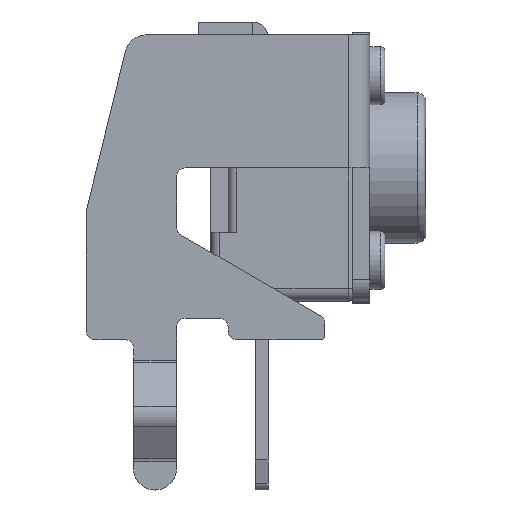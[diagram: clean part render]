
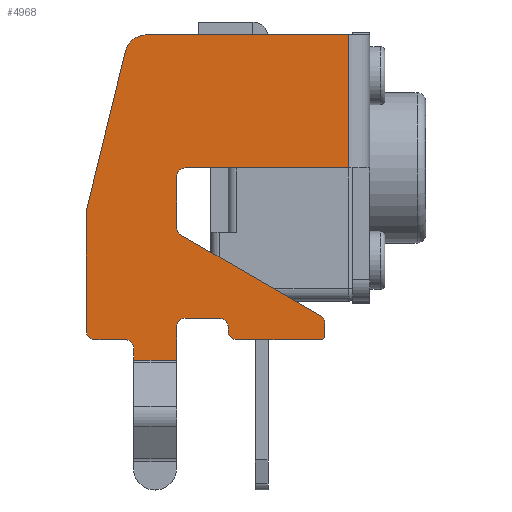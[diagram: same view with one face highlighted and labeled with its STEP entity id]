
A CAD part, left-side view. The second image highlights one B-rep face of the part: STEP entity #4968.
In plain terms, the highlighted planar face has unit normal (-1, 0, 0).
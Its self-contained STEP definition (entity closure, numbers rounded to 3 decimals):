
#375=PLANE('',#5361);
#553=FACE_OUTER_BOUND('',#819,.T.);
#819=EDGE_LOOP('',(#3830,#3831,#3832,#3833,#3834,#3835,#3836,#3837,#3838,
#3839,#3840,#3841,#3842,#3843,#3844,#3845,#3846,#3847,#3848,#3849,#3850,
#3851,#3852,#3853,#3854));
#1113=CIRCLE('',#5362,0.5);
#1114=CIRCLE('',#5363,0.2);
#1115=CIRCLE('',#5364,0.2);
#1116=CIRCLE('',#5365,0.2);
#1117=CIRCLE('',#5366,0.2);
#1118=CIRCLE('',#5367,0.2);
#1119=CIRCLE('',#5368,0.1);
#1120=CIRCLE('',#5369,0.2);
#1121=CIRCLE('',#5370,0.2);
#1122=CIRCLE('',#5371,0.2);
#1408=LINE('',#7674,#1863);
#1458=LINE('',#7865,#1913);
#1459=LINE('',#7869,#1914);
#1460=LINE('',#7871,#1915);
#1461=LINE('',#7875,#1916);
#1462=LINE('',#7878,#1917);
#1463=LINE('',#7880,#1918);
#1464=LINE('',#7884,#1919);
#1465=LINE('',#7888,#1920);
#1466=LINE('',#7892,#1921);
#1467=LINE('',#7896,#1922);
#1468=LINE('',#7900,#1923);
#1469=LINE('',#7904,#1924);
#1470=LINE('',#7908,#1925);
#1471=LINE('',#7909,#1926);
#1863=VECTOR('',#6120,1000.);
#1913=VECTOR('',#6276,1000.);
#1914=VECTOR('',#6279,1000.);
#1915=VECTOR('',#6280,1000.);
#1916=VECTOR('',#6283,1000.);
#1917=VECTOR('',#6286,1000.);
#1918=VECTOR('',#6287,1000.);
#1919=VECTOR('',#6290,1000.);
#1920=VECTOR('',#6293,1000.);
#1921=VECTOR('',#6296,1000.);
#1922=VECTOR('',#6299,1000.);
#1923=VECTOR('',#6302,1000.);
#1924=VECTOR('',#6305,1000.);
#1925=VECTOR('',#6308,1000.);
#1926=VECTOR('',#6309,1000.);
#2349=VERTEX_POINT('',#7671);
#2350=VERTEX_POINT('',#7673);
#2401=VERTEX_POINT('',#7863);
#2402=VERTEX_POINT('',#7864);
#2403=VERTEX_POINT('',#7866);
#2404=VERTEX_POINT('',#7868);
#2405=VERTEX_POINT('',#7870);
#2406=VERTEX_POINT('',#7872);
#2407=VERTEX_POINT('',#7874);
#2408=VERTEX_POINT('',#7876);
#2409=VERTEX_POINT('',#7879);
#2410=VERTEX_POINT('',#7881);
#2411=VERTEX_POINT('',#7883);
#2412=VERTEX_POINT('',#7885);
#2413=VERTEX_POINT('',#7887);
#2414=VERTEX_POINT('',#7889);
#2415=VERTEX_POINT('',#7891);
#2416=VERTEX_POINT('',#7893);
#2417=VERTEX_POINT('',#7895);
#2418=VERTEX_POINT('',#7897);
#2419=VERTEX_POINT('',#7899);
#2420=VERTEX_POINT('',#7901);
#2421=VERTEX_POINT('',#7903);
#2422=VERTEX_POINT('',#7905);
#2423=VERTEX_POINT('',#7907);
#2871=EDGE_CURVE('',#2349,#2350,#1408,.T.);
#2949=EDGE_CURVE('',#2401,#2402,#1458,.T.);
#2950=EDGE_CURVE('',#2403,#2402,#1113,.T.);
#2951=EDGE_CURVE('',#2403,#2404,#1459,.T.);
#2952=EDGE_CURVE('',#2404,#2405,#1460,.T.);
#2953=EDGE_CURVE('',#2406,#2405,#1114,.T.);
#2954=EDGE_CURVE('',#2406,#2407,#1461,.T.);
#2955=EDGE_CURVE('',#2407,#2408,#1115,.T.);
#2956=EDGE_CURVE('',#2408,#2350,#1462,.T.);
#2957=EDGE_CURVE('',#2349,#2409,#1463,.T.);
#2958=EDGE_CURVE('',#2409,#2410,#1116,.T.);
#2959=EDGE_CURVE('',#2410,#2411,#1464,.T.);
#2960=EDGE_CURVE('',#2411,#2412,#1117,.T.);
#2961=EDGE_CURVE('',#2412,#2413,#1465,.T.);
#2962=EDGE_CURVE('',#2414,#2413,#1118,.T.);
#2963=EDGE_CURVE('',#2414,#2415,#1466,.T.);
#2964=EDGE_CURVE('',#2416,#2415,#1119,.T.);
#2965=EDGE_CURVE('',#2416,#2417,#1467,.T.);
#2966=EDGE_CURVE('',#2418,#2417,#1120,.T.);
#2967=EDGE_CURVE('',#2418,#2419,#1468,.T.);
#2968=EDGE_CURVE('',#2419,#2420,#1121,.T.);
#2969=EDGE_CURVE('',#2420,#2421,#1469,.T.);
#2970=EDGE_CURVE('',#2421,#2422,#1122,.T.);
#2971=EDGE_CURVE('',#2422,#2423,#1470,.T.);
#2972=EDGE_CURVE('',#2401,#2423,#1471,.T.);
#3830=ORIENTED_EDGE('',*,*,#2949,.T.);
#3831=ORIENTED_EDGE('',*,*,#2950,.F.);
#3832=ORIENTED_EDGE('',*,*,#2951,.T.);
#3833=ORIENTED_EDGE('',*,*,#2952,.T.);
#3834=ORIENTED_EDGE('',*,*,#2953,.F.);
#3835=ORIENTED_EDGE('',*,*,#2954,.T.);
#3836=ORIENTED_EDGE('',*,*,#2955,.T.);
#3837=ORIENTED_EDGE('',*,*,#2956,.T.);
#3838=ORIENTED_EDGE('',*,*,#2871,.F.);
#3839=ORIENTED_EDGE('',*,*,#2957,.T.);
#3840=ORIENTED_EDGE('',*,*,#2958,.T.);
#3841=ORIENTED_EDGE('',*,*,#2959,.T.);
#3842=ORIENTED_EDGE('',*,*,#2960,.T.);
#3843=ORIENTED_EDGE('',*,*,#2961,.T.);
#3844=ORIENTED_EDGE('',*,*,#2962,.F.);
#3845=ORIENTED_EDGE('',*,*,#2963,.T.);
#3846=ORIENTED_EDGE('',*,*,#2964,.F.);
#3847=ORIENTED_EDGE('',*,*,#2965,.T.);
#3848=ORIENTED_EDGE('',*,*,#2966,.F.);
#3849=ORIENTED_EDGE('',*,*,#2967,.T.);
#3850=ORIENTED_EDGE('',*,*,#2968,.T.);
#3851=ORIENTED_EDGE('',*,*,#2969,.T.);
#3852=ORIENTED_EDGE('',*,*,#2970,.T.);
#3853=ORIENTED_EDGE('',*,*,#2971,.T.);
#3854=ORIENTED_EDGE('',*,*,#2972,.F.);
#4968=ADVANCED_FACE('',(#553),#375,.F.);
#5361=AXIS2_PLACEMENT_3D('',#7862,#6274,#6275);
#5362=AXIS2_PLACEMENT_3D('',#7867,#6277,#6278);
#5363=AXIS2_PLACEMENT_3D('',#7873,#6281,#6282);
#5364=AXIS2_PLACEMENT_3D('',#7877,#6284,#6285);
#5365=AXIS2_PLACEMENT_3D('',#7882,#6288,#6289);
#5366=AXIS2_PLACEMENT_3D('',#7886,#6291,#6292);
#5367=AXIS2_PLACEMENT_3D('',#7890,#6294,#6295);
#5368=AXIS2_PLACEMENT_3D('',#7894,#6297,#6298);
#5369=AXIS2_PLACEMENT_3D('',#7898,#6300,#6301);
#5370=AXIS2_PLACEMENT_3D('',#7902,#6303,#6304);
#5371=AXIS2_PLACEMENT_3D('',#7906,#6306,#6307);
#6120=DIRECTION('',(0.,1.,0.));
#6274=DIRECTION('center_axis',(1.,0.,0.));
#6275=DIRECTION('ref_axis',(0.,1.,0.));
#6276=DIRECTION('',(0.,1.,0.));
#6277=DIRECTION('center_axis',(1.,0.,0.));
#6278=DIRECTION('ref_axis',(0.,1.,0.));
#6279=DIRECTION('',(0.,0.237,-0.972));
#6280=DIRECTION('',(0.,0.,-1.));
#6281=DIRECTION('center_axis',(1.,0.,0.));
#6282=DIRECTION('ref_axis',(0.,1.,0.));
#6283=DIRECTION('',(0.,-1.,0.));
#6284=DIRECTION('center_axis',(1.,0.,0.));
#6285=DIRECTION('ref_axis',(0.,1.,0.));
#6286=DIRECTION('',(0.,0.,-1.));
#6287=DIRECTION('',(0.,0.,1.));
#6288=DIRECTION('center_axis',(1.,0.,0.));
#6289=DIRECTION('ref_axis',(0.,1.,0.));
#6290=DIRECTION('',(0.,-1.,0.));
#6291=DIRECTION('center_axis',(1.,0.,0.));
#6292=DIRECTION('ref_axis',(0.,1.,0.));
#6293=DIRECTION('',(0.,0.,-1.));
#6294=DIRECTION('center_axis',(1.,0.,0.));
#6295=DIRECTION('ref_axis',(0.,1.,0.));
#6296=DIRECTION('',(0.,-1.,0.));
#6297=DIRECTION('center_axis',(1.,0.,0.));
#6298=DIRECTION('ref_axis',(0.,1.,0.));
#6299=DIRECTION('',(0.,0.,1.));
#6300=DIRECTION('center_axis',(1.,0.,0.));
#6301=DIRECTION('ref_axis',(0.,1.,0.));
#6302=DIRECTION('',(0.,0.865,0.502));
#6303=DIRECTION('center_axis',(1.,0.,0.));
#6304=DIRECTION('ref_axis',(0.,1.,0.));
#6305=DIRECTION('',(0.,0.,1.));
#6306=DIRECTION('center_axis',(1.,0.,0.));
#6307=DIRECTION('ref_axis',(0.,1.,0.));
#6308=DIRECTION('',(0.,-1.,0.));
#6309=DIRECTION('',(0.,0.,-1.));
#7671=CARTESIAN_POINT('',(-3.75,2.45,-0.479));
#7673=CARTESIAN_POINT('',(-3.75,3.45,-0.479));
#7674=CARTESIAN_POINT('',(-3.75,3.157,-0.479));
#7862=CARTESIAN_POINT('Origin',(-3.75,3.157,6.6));
#7863=CARTESIAN_POINT('',(-3.75,-1.55,7.1));
#7864=CARTESIAN_POINT('',(-3.75,3.157,7.1));
#7865=CARTESIAN_POINT('',(-3.75,-1.65,7.1));
#7866=CARTESIAN_POINT('',(-3.75,3.643,6.718));
#7867=CARTESIAN_POINT('Origin',(-3.75,3.157,6.6));
#7868=CARTESIAN_POINT('',(-3.75,4.55,3.));
#7869=CARTESIAN_POINT('',(-3.75,4.55,3.));
#7870=CARTESIAN_POINT('',(-3.75,4.55,0.2));
#7871=CARTESIAN_POINT('',(-3.75,4.55,0.2));
#7872=CARTESIAN_POINT('',(-3.75,4.35,0.));
#7873=CARTESIAN_POINT('Origin',(-3.75,4.35,0.2));
#7874=CARTESIAN_POINT('',(-3.75,3.65,0.));
#7875=CARTESIAN_POINT('',(-3.75,3.65,0.));
#7876=CARTESIAN_POINT('',(-3.75,3.45,-0.2));
#7877=CARTESIAN_POINT('Origin',(-3.75,3.65,-0.2));
#7878=CARTESIAN_POINT('',(-3.75,3.45,-0.3));
#7879=CARTESIAN_POINT('',(-3.75,2.45,0.3));
#7880=CARTESIAN_POINT('',(-3.75,2.45,0.3));
#7881=CARTESIAN_POINT('',(-3.75,2.25,0.5));
#7882=CARTESIAN_POINT('Origin',(-3.75,2.25,0.3));
#7883=CARTESIAN_POINT('',(-3.75,1.45,0.5));
#7884=CARTESIAN_POINT('',(-3.75,1.45,0.5));
#7885=CARTESIAN_POINT('',(-3.75,1.25,0.3));
#7886=CARTESIAN_POINT('Origin',(-3.75,1.45,0.3));
#7887=CARTESIAN_POINT('',(-3.75,1.25,0.2));
#7888=CARTESIAN_POINT('',(-3.75,1.25,0.2));
#7889=CARTESIAN_POINT('',(-3.75,1.05,0.));
#7890=CARTESIAN_POINT('Origin',(-3.75,1.05,0.2));
#7891=CARTESIAN_POINT('',(-3.75,-0.9,0.));
#7892=CARTESIAN_POINT('',(-3.75,-0.9,0.));
#7893=CARTESIAN_POINT('',(-3.75,-1.,0.1));
#7894=CARTESIAN_POINT('Origin',(-3.75,-0.9,0.1));
#7895=CARTESIAN_POINT('',(-3.75,-1.,0.385));
#7896=CARTESIAN_POINT('',(-3.75,-1.,0.385));
#7897=CARTESIAN_POINT('',(-3.75,-0.9,0.558));
#7898=CARTESIAN_POINT('Origin',(-3.75,-0.8,0.385));
#7899=CARTESIAN_POINT('',(-3.75,2.35,2.442));
#7900=CARTESIAN_POINT('',(-3.75,2.35,2.442));
#7901=CARTESIAN_POINT('',(-3.75,2.45,2.615));
#7902=CARTESIAN_POINT('Origin',(-3.75,2.25,2.615));
#7903=CARTESIAN_POINT('',(-3.75,2.45,3.8));
#7904=CARTESIAN_POINT('',(-3.75,2.45,3.8));
#7905=CARTESIAN_POINT('',(-3.75,2.25,4.));
#7906=CARTESIAN_POINT('Origin',(-3.75,2.25,3.8));
#7907=CARTESIAN_POINT('',(-3.75,-1.55,4.));
#7908=CARTESIAN_POINT('',(-3.75,2.25,4.));
#7909=CARTESIAN_POINT('',(-3.75,-1.55,4.));
